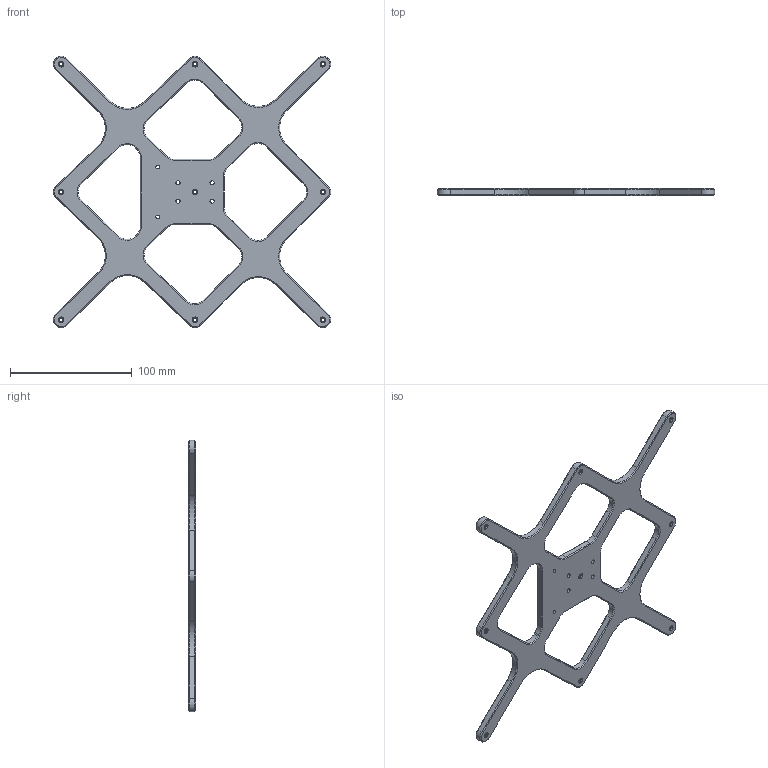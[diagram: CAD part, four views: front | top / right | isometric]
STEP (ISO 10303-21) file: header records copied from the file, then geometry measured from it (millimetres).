
FILE_DESCRIPTION (( 'STEP AP203' ), '1' );
FILE_NAME ('Heated Bed carriage.STEP', '2020-08-20T18:40:47', ( '' ), ( '' ), 'SwSTEP 2.0', 'SolidWorks 2019', '' );
FILE_SCHEMA (( 'CONFIG_CONTROL_DESIGN' ));
Length unit declared in the file: millimetre
Products named in the file (1): Heated Bed carriage
Bounding box: 227.99 x 6 x 223 mm (x, y, z)
Volume: 105773.2 mm3; surface area: 46924.8 mm2
Topology: 1 solids, 1 shells, 321 faces, 756 edges, 448 vertices
Faces by surface type: plane 121, cone 104, cylinder 96
Entity records: 9243 total; most frequent: DIRECTION 1704, CARTESIAN_POINT 1526, ORIENTED_EDGE 1512, EDGE_CURVE 756, AXIS2_PLACEMENT_3D 626, VECTOR 452, LINE 452, VERTEX_POINT 448
